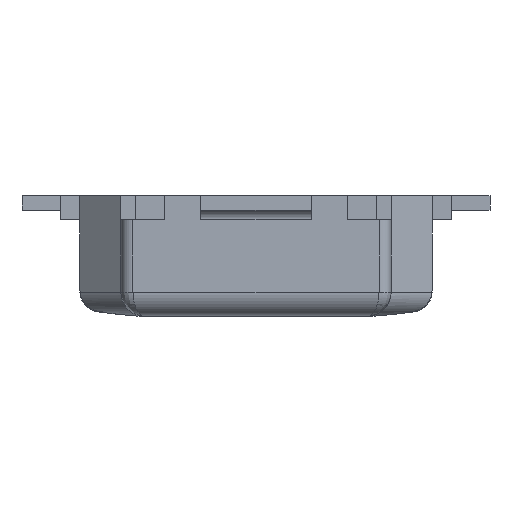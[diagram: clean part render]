
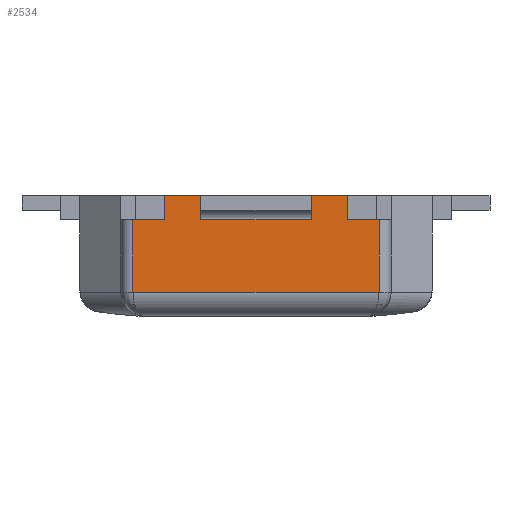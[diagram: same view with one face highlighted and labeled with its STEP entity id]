
A CAD part, front view. The second image highlights one B-rep face of the part: STEP entity #2534.
In plain terms, the highlighted planar face has unit normal (0, -1, 0).
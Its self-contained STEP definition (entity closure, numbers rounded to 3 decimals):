
#2534=ADVANCED_FACE('',(#3621,#3622),#3623,.F.);
#3621=FACE_BOUND('',#4407,.T.);
#3622=FACE_OUTER_BOUND('',#4408,.T.);
#3623=PLANE('',#4409);
#4407=EDGE_LOOP('',(#5426,#5427,#5428,#5429));
#4408=EDGE_LOOP('',(#5430,#5431,#5432,#5433,#5434,#5435,#5436,#5437));
#4409=AXIS2_PLACEMENT_3D('',#5438,#5439,#5440);
#5426=ORIENTED_EDGE('',*,*,#8818,.F.);
#5427=ORIENTED_EDGE('',*,*,#8819,.T.);
#5428=ORIENTED_EDGE('',*,*,#8820,.T.);
#5429=ORIENTED_EDGE('',*,*,#8821,.F.);
#5430=ORIENTED_EDGE('',*,*,#8813,.T.);
#5431=ORIENTED_EDGE('',*,*,#8822,.T.);
#5432=ORIENTED_EDGE('',*,*,#8823,.F.);
#5433=ORIENTED_EDGE('',*,*,#8824,.F.);
#5434=ORIENTED_EDGE('',*,*,#8825,.F.);
#5435=ORIENTED_EDGE('',*,*,#8826,.T.);
#5436=ORIENTED_EDGE('',*,*,#8827,.T.);
#5437=ORIENTED_EDGE('',*,*,#8828,.T.);
#5438=CARTESIAN_POINT('',(-0.56,-3.678,0.59));
#5439=DIRECTION('',(-0.0,1.0,0.0));
#5440=DIRECTION('',(1.0,0.0,0.0));
#8813=EDGE_CURVE('',#9968,#9966,#9969,.T.);
#8818=EDGE_CURVE('',#9977,#9978,#9979,.T.);
#8819=EDGE_CURVE('',#9977,#9980,#9981,.T.);
#8820=EDGE_CURVE('',#9980,#9982,#9983,.T.);
#8821=EDGE_CURVE('',#9978,#9982,#9984,.T.);
#8822=EDGE_CURVE('',#9966,#9985,#9986,.T.);
#8823=EDGE_CURVE('',#9987,#9985,#9988,.T.);
#8824=EDGE_CURVE('',#9989,#9987,#9990,.T.);
#8825=EDGE_CURVE('',#9991,#9989,#9992,.T.);
#8826=EDGE_CURVE('',#9991,#9993,#9994,.T.);
#8827=EDGE_CURVE('',#9993,#9995,#9996,.T.);
#8828=EDGE_CURVE('',#9995,#9968,#9997,.T.);
#9966=VERTEX_POINT('',#11854);
#9968=VERTEX_POINT('',#11857);
#9969=LINE('',#11858,#11859);
#9977=VERTEX_POINT('',#11870);
#9978=VERTEX_POINT('',#11871);
#9979=LINE('',#11872,#11873);
#9980=VERTEX_POINT('',#11874);
#9981=LINE('',#11875,#11876);
#9982=VERTEX_POINT('',#11877);
#9983=LINE('',#11878,#11879);
#9984=LINE('',#11880,#11881);
#9985=VERTEX_POINT('',#11882);
#9986=LINE('',#11883,#11884);
#9987=VERTEX_POINT('',#11885);
#9988=LINE('',#11886,#11887);
#9989=VERTEX_POINT('',#11888);
#9990=LINE('',#11889,#11890);
#9991=VERTEX_POINT('',#11891);
#9992=LINE('',#11892,#11893);
#9993=VERTEX_POINT('',#11894);
#9994=LINE('',#11895,#11896);
#9995=VERTEX_POINT('',#11897);
#9996=LINE('',#11898,#11899);
#9997=LINE('',#11900,#11901);
#11854=CARTESIAN_POINT('',(0.38,-3.678,0.49));
#11857=CARTESIAN_POINT('',(0.51,-3.678,0.49));
#11858=CARTESIAN_POINT('',(0.51,-3.678,0.49));
#11859=VECTOR('',#14727,1.0);
#11870=CARTESIAN_POINT('',(0.23,-3.678,0.49));
#11871=CARTESIAN_POINT('',(0.23,-3.678,0.582));
#11872=CARTESIAN_POINT('',(0.23,-3.678,0.59));
#11873=VECTOR('',#14734,1.0);
#11874=CARTESIAN_POINT('',(-0.23,-3.678,0.49));
#11875=CARTESIAN_POINT('',(0.23,-3.678,0.49));
#11876=VECTOR('',#14735,1.0);
#11877=CARTESIAN_POINT('',(-0.23,-3.678,0.582));
#11878=CARTESIAN_POINT('',(-0.23,-3.678,0.59));
#11879=VECTOR('',#14736,1.0);
#11880=CARTESIAN_POINT('',(0.23,-3.678,0.582));
#11881=VECTOR('',#14737,1.0);
#11882=CARTESIAN_POINT('',(0.38,-3.678,0.59));
#11883=CARTESIAN_POINT('',(0.38,-3.678,0.49));
#11884=VECTOR('',#14738,1.0);
#11885=CARTESIAN_POINT('',(-0.38,-3.678,0.59));
#11886=CARTESIAN_POINT('',(-0.56,-3.678,0.59));
#11887=VECTOR('',#14739,1.0);
#11888=CARTESIAN_POINT('',(-0.38,-3.678,0.49));
#11889=CARTESIAN_POINT('',(-0.38,-3.678,0.49));
#11890=VECTOR('',#14740,1.0);
#11891=CARTESIAN_POINT('',(-0.51,-3.678,0.49));
#11892=CARTESIAN_POINT('',(-0.51,-3.678,0.49));
#11893=VECTOR('',#14741,1.0);
#11894=CARTESIAN_POINT('',(-0.51,-3.678,0.19));
#11895=CARTESIAN_POINT('',(-0.51,-3.678,0.59));
#11896=VECTOR('',#14742,1.0);
#11897=CARTESIAN_POINT('',(0.51,-3.678,0.19));
#11898=CARTESIAN_POINT('',(-0.56,-3.678,0.19));
#11899=VECTOR('',#14743,1.0);
#11900=CARTESIAN_POINT('',(0.51,-3.678,0.59));
#11901=VECTOR('',#14744,1.0);
#14727=DIRECTION('',(-1.0,0.0,0.0));
#14734=DIRECTION('',(0.0,0.0,1.0));
#14735=DIRECTION('',(-1.0,0.0,0.0));
#14736=DIRECTION('',(0.0,0.0,1.0));
#14737=DIRECTION('',(-1.0,0.0,0.0));
#14738=DIRECTION('',(0.0,0.0,1.0));
#14739=DIRECTION('',(1.0,0.0,0.0));
#14740=DIRECTION('',(0.0,0.0,1.0));
#14741=DIRECTION('',(1.0,0.,0.0));
#14742=DIRECTION('',(0.0,0.0,-1.0));
#14743=DIRECTION('',(1.0,0.0,0.0));
#14744=DIRECTION('',(0.0,0.0,1.0));
